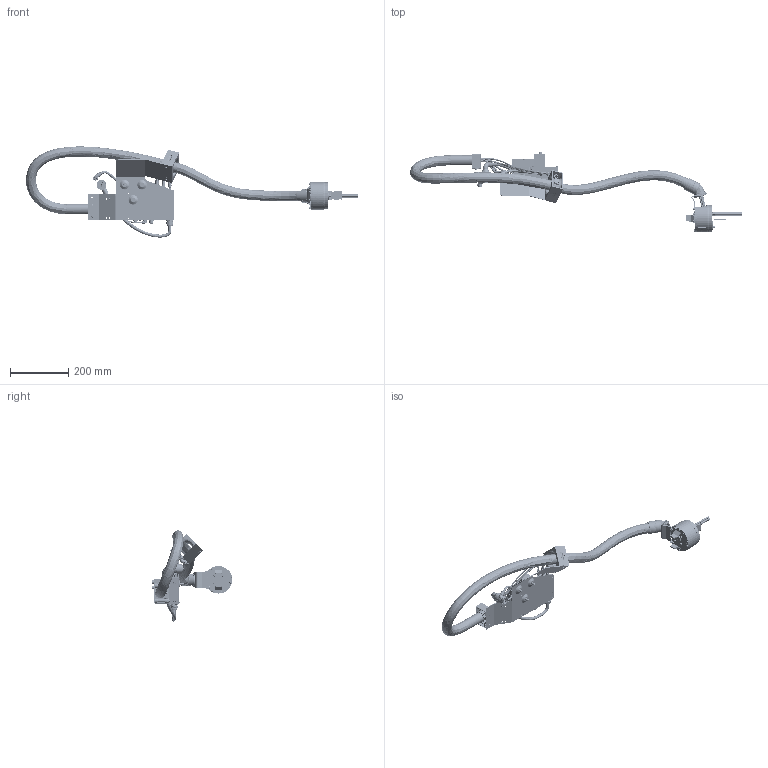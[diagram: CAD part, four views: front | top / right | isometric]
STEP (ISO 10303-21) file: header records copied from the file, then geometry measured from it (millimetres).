
FILE_DESCRIPTION (( 'STEP AP203' ), '1' );
FILE_NAME ('TS102-211.STEP', '2020-01-14T08:02:54', ( 'admin' ), ( '' ), 'SwSTEP 2.0', 'SolidWorks 2017', '' );
FILE_SCHEMA (( 'CONFIG_CONTROL_DESIGN' ));
Products named in the file (1): TS102-211
Bounding box: 1141.35 x 276.89 x 313.47 mm (x, y, z)
Volume: 2078357 mm3; surface area: 1020117.7 mm2
Topology: 136 solids, 138 shells, 5132 faces, 12460 edges, 7947 vertices
Faces by surface type: plane 1847, cylinder 1746, bspline 859, cone 369, torus 263, sphere 48
Entity records: 276750 total; most frequent: CARTESIAN_POINT 159729, ORIENTED_EDGE 24740, DIRECTION 23344, EDGE_CURVE 12370, AXIS2_PLACEMENT_3D 8913, VERTEX_POINT 7947, EDGE_LOOP 5835, VECTOR 5518
